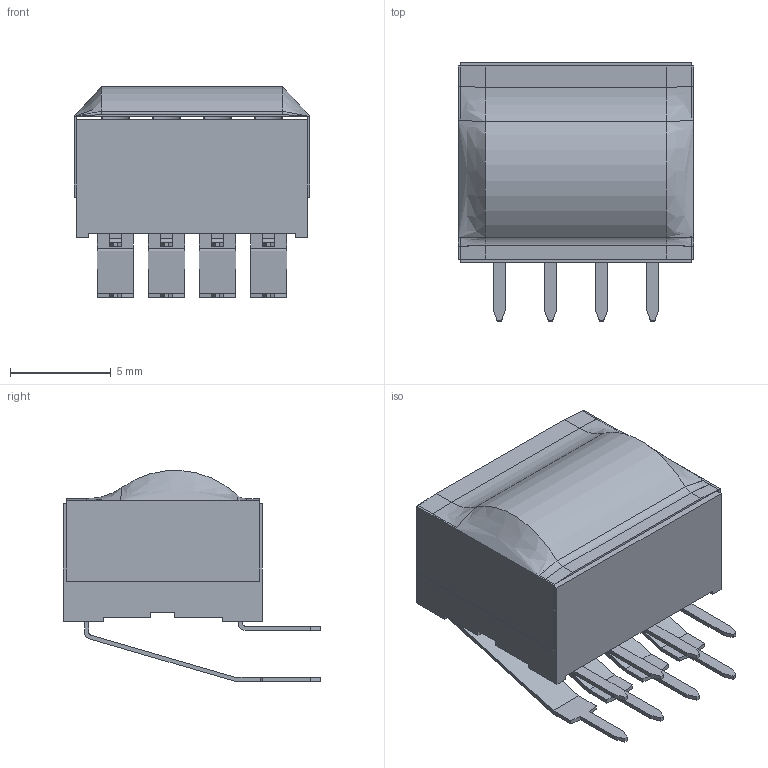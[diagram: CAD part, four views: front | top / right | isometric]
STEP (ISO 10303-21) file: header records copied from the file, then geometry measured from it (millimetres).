
FILE_DESCRIPTION(/* description */ (''),/* implementation_level */ '2;1');
FILE_NAME(/* name */ 'KAS2104Ex.stp',/* time_stamp */ '2025-05-21T11:35:03-05:00',/* author */ ('mroman'),/* organization */ (''),/* preprocessor_version */ 'ST-DEVELOPER v18.1',/* originating_system */ 'Autodesk Inventor 2022',/* authorisation */ '');
FILE_SCHEMA (('AUTOMOTIVE_DESIGN { 1 0 10303 214 3 1 1 }'));
Length unit declared in the file: centimetre
Products named in the file (1): KAS2104Ex
Bounding box: 11.72 x 12.8 x 10.47 mm (x, y, z)
Volume: 649.5 mm3; surface area: 1049.4 mm2
Topology: 1 solids, 1 shells, 435 faces, 1194 edges, 786 vertices
Faces by surface type: plane 345, bspline 52, cylinder 38
Entity records: 14219 total; most frequent: CARTESIAN_POINT 3354, ORIENTED_EDGE 2388, DIRECTION 1962, EDGE_CURVE 1194, LINE 1034, VECTOR 1034, VERTEX_POINT 786, AXIS2_PLACEMENT_3D 464
